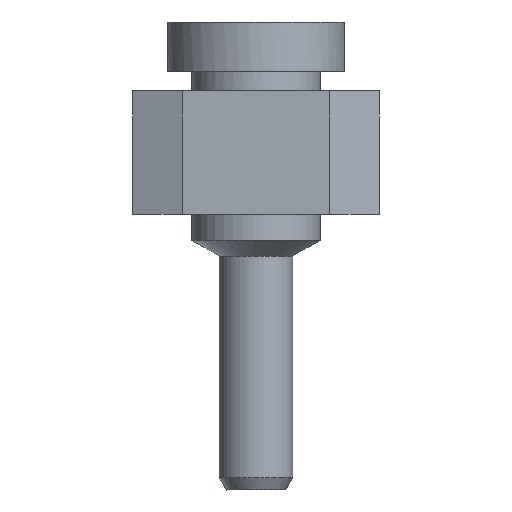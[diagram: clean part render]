
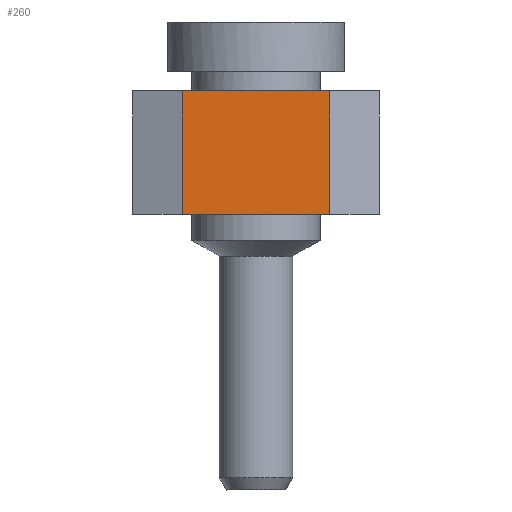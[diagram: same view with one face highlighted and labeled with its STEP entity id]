
A CAD part, front view. The second image highlights one B-rep face of the part: STEP entity #260.
In plain terms, the highlighted planar face has unit normal (0, -1, 0).
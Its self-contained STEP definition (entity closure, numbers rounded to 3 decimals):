
#260=ADVANCED_FACE('',(#449),#2710,.T.);
#449=FACE_OUTER_BOUND('',#658,.T.);
#658=EDGE_LOOP('',(#1290,#1291,#1292,#1293));
#1290=ORIENTED_EDGE('',*,*,#1862,.F.);
#1291=ORIENTED_EDGE('',*,*,#1863,.F.);
#1292=ORIENTED_EDGE('',*,*,#1864,.F.);
#1293=ORIENTED_EDGE('',*,*,#1861,.F.);
#1861=EDGE_CURVE('',#2597,#2598,#2327,.T.);
#1862=EDGE_CURVE('',#2599,#2597,#2328,.T.);
#1863=EDGE_CURVE('',#2600,#2599,#2329,.T.);
#1864=EDGE_CURVE('',#2598,#2600,#2330,.T.);
#2327=B_SPLINE_CURVE_WITH_KNOTS('',1,(#5726,#5727),.UNSPECIFIED.,.F.,.F.,
(2,2),(-0.05,0.),.UNSPECIFIED.);
#2328=B_SPLINE_CURVE_WITH_KNOTS('',1,(#5728,#5729),.UNSPECIFIED.,.F.,.F.,
(2,2),(-0.06,0.),.UNSPECIFIED.);
#2329=B_SPLINE_CURVE_WITH_KNOTS('',1,(#5730,#5731),.UNSPECIFIED.,.F.,.F.,
(2,2),(0.,0.05),.UNSPECIFIED.);
#2330=B_SPLINE_CURVE_WITH_KNOTS('',1,(#5732,#5733),.UNSPECIFIED.,.F.,.F.,
(2,2),(0.,0.06),.UNSPECIFIED.);
#2597=VERTEX_POINT('',#5598);
#2598=VERTEX_POINT('',#5599);
#2599=VERTEX_POINT('',#5600);
#2600=VERTEX_POINT('',#5601);
#2710=PLANE('',#2919);
#2919=AXIS2_PLACEMENT_3D('',#5448,#2981,$);
#2981=DIRECTION('',(0.,-1.,0.));
#5448=CARTESIAN_POINT('',(16.185,-11.43,-14.897));
#5598=CARTESIAN_POINT('',(-0.762,-11.43,0.5));
#5599=CARTESIAN_POINT('',(-0.762,-11.43,1.77));
#5600=CARTESIAN_POINT('',(0.762,-11.43,0.5));
#5601=CARTESIAN_POINT('',(0.762,-11.43,1.77));
#5726=CARTESIAN_POINT('',(-0.762,-11.43,0.5));
#5727=CARTESIAN_POINT('',(-0.762,-11.43,1.77));
#5728=CARTESIAN_POINT('',(0.762,-11.43,0.5));
#5729=CARTESIAN_POINT('',(-0.762,-11.43,0.5));
#5730=CARTESIAN_POINT('',(0.762,-11.43,1.77));
#5731=CARTESIAN_POINT('',(0.762,-11.43,0.5));
#5732=CARTESIAN_POINT('',(-0.762,-11.43,1.77));
#5733=CARTESIAN_POINT('',(0.762,-11.43,1.77));
